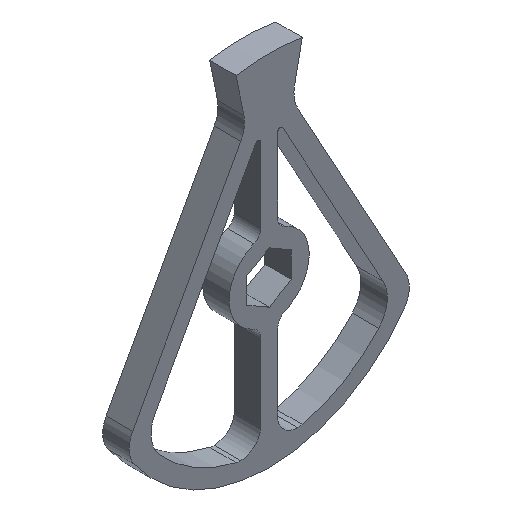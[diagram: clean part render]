
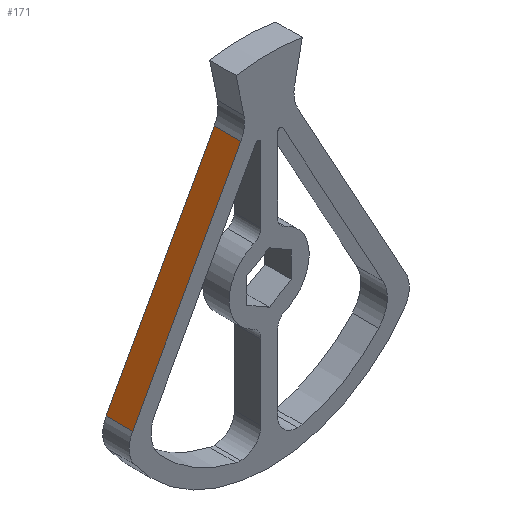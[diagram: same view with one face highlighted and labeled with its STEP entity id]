
A CAD part, isometric view. The second image highlights one B-rep face of the part: STEP entity #171.
In plain terms, the highlighted planar face has unit normal (-0.877, 0, 0.481).
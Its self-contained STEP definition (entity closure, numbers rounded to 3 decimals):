
#2 = CARTESIAN_POINT ( 'NONE',  ( -10.226, 9.525, 47.511 ) ) ;
#133 = LINE ( 'NONE', #1043, #1364 ) ;
#171 = ADVANCED_FACE ( 'NONE', ( #1492 ), #911, .T. ) ;
#223 = CARTESIAN_POINT ( 'NONE',  ( -27.895, 9.525, 15.301 ) ) ;
#247 = CARTESIAN_POINT ( 'NONE',  ( -10.226, 0., 47.511 ) ) ;
#262 = EDGE_LOOP ( 'NONE', ( #1306, #336, #633, #1031 ) ) ;
#332 = LINE ( 'NONE', #807, #994 ) ;
#336 = ORIENTED_EDGE ( 'NONE', *, *, #507, .T. ) ;
#507 = EDGE_CURVE ( 'NONE', #1209, #1113, #133, .T. ) ;
#525 = CARTESIAN_POINT ( 'NONE',  ( -27.895, 0., 15.301 ) ) ;
#556 = DIRECTION ( 'NONE',  ( 0., -1., 0. ) ) ;
#581 = EDGE_CURVE ( 'NONE', #1113, #989, #863, .T. ) ;
#597 = EDGE_CURVE ( 'NONE', #1209, #689, #1111, .T. ) ;
#633 = ORIENTED_EDGE ( 'NONE', *, *, #581, .T. ) ;
#674 = CARTESIAN_POINT ( 'NONE',  ( -49.076, 0., -23.312 ) ) ;
#689 = VERTEX_POINT ( 'NONE', #674 ) ;
#807 = CARTESIAN_POINT ( 'NONE',  ( -49.076, 0., -23.312 ) ) ;
#863 = LINE ( 'NONE', #962, #944 ) ;
#881 = EDGE_CURVE ( 'NONE', #989, #689, #332, .T. ) ;
#899 = DIRECTION ( 'NONE',  ( -0.877, 0., 0.481 ) ) ;
#911 = PLANE ( 'NONE',  #1114 ) ;
#944 = VECTOR ( 'NONE', #1431, 1000. ) ;
#962 = CARTESIAN_POINT ( 'NONE',  ( -27.895, 9.525, 15.301 ) ) ;
#989 = VERTEX_POINT ( 'NONE', #1095 ) ;
#992 = DIRECTION ( 'NONE',  ( -0.481, 0., -0.877 ) ) ;
#994 = VECTOR ( 'NONE', #556, 1000. ) ;
#1026 = DIRECTION ( 'NONE',  ( 0.481, 0., 0.877 ) ) ;
#1031 = ORIENTED_EDGE ( 'NONE', *, *, #881, .T. ) ;
#1043 = CARTESIAN_POINT ( 'NONE',  ( -10.226, 9.525, 47.511 ) ) ;
#1094 = VECTOR ( 'NONE', #992, 1000. ) ;
#1095 = CARTESIAN_POINT ( 'NONE',  ( -49.076, 9.525, -23.312 ) ) ;
#1111 = LINE ( 'NONE', #525, #1094 ) ;
#1113 = VERTEX_POINT ( 'NONE', #2 ) ;
#1114 = AXIS2_PLACEMENT_3D ( 'NONE', #223, #899, #1026 ) ;
#1209 = VERTEX_POINT ( 'NONE', #247 ) ;
#1306 = ORIENTED_EDGE ( 'NONE', *, *, #597, .F. ) ;
#1364 = VECTOR ( 'NONE', #1393, 1000. ) ;
#1393 = DIRECTION ( 'NONE',  ( 0., 1., 0. ) ) ;
#1431 = DIRECTION ( 'NONE',  ( -0.481, 0., -0.877 ) ) ;
#1492 = FACE_OUTER_BOUND ( 'NONE', #262, .T. ) ;
